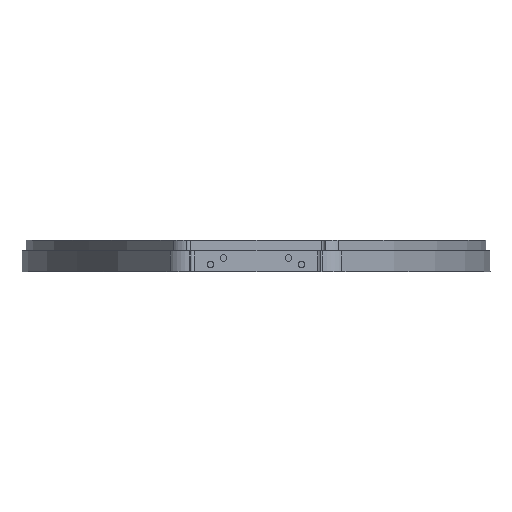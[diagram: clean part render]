
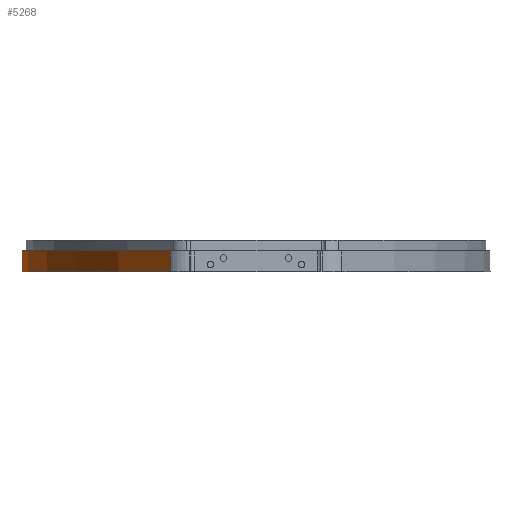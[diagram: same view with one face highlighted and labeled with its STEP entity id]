
A CAD part, left-side view. The second image highlights one B-rep face of the part: STEP entity #5268.
In plain terms, the highlighted cylindrical face has radius 243.333 mm (diameter 486.667 mm), a partial arc.
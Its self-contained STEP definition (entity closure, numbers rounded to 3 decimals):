
#31 = EDGE_LOOP ( 'NONE', ( #3290, #6641, #2002, #1680 ) ) ;
#342 = CARTESIAN_POINT ( 'NONE',  ( -100., 90., 6. ) ) ;
#350 = EDGE_CURVE ( 'NONE', #6172, #6463, #907, .T. ) ;
#745 = DIRECTION ( 'NONE',  ( 1., 0., 0. ) ) ;
#907 = LINE ( 'NONE', #1413, #4151 ) ;
#1027 = DIRECTION ( 'NONE',  ( 0., 0., -1. ) ) ;
#1066 = EDGE_CURVE ( 'NONE', #4504, #3827, #2679, .T. ) ;
#1171 = CIRCLE ( 'NONE', #1964, 243.333 ) ;
#1413 = CARTESIAN_POINT ( 'NONE',  ( -256.429, 33.057, 6. ) ) ;
#1476 = CARTESIAN_POINT ( 'NONE',  ( -100., 90., 8. ) ) ;
#1680 = ORIENTED_EDGE ( 'NONE', *, *, #3909, .T. ) ;
#1880 = DIRECTION ( 'NONE',  ( 0., 0., 1. ) ) ;
#1914 = DIRECTION ( 'NONE',  ( 1., 0., 0. ) ) ;
#1964 = AXIS2_PLACEMENT_3D ( 'NONE', #5696, #2433, #745 ) ;
#2002 = ORIENTED_EDGE ( 'NONE', *, *, #1066, .T. ) ;
#2281 = CARTESIAN_POINT ( 'NONE',  ( -256.429, 33.057, 8. ) ) ;
#2433 = DIRECTION ( 'NONE',  ( 0., 0., 1. ) ) ;
#2679 = LINE ( 'NONE', #342, #5265 ) ;
#2882 = CIRCLE ( 'NONE', #5062, 243.333 ) ;
#3290 = ORIENTED_EDGE ( 'NONE', *, *, #350, .F. ) ;
#3365 = CARTESIAN_POINT ( 'NONE',  ( -100., 90., 0. ) ) ;
#3375 = CYLINDRICAL_SURFACE ( 'NONE', #3900, 243.333 ) ;
#3827 = VERTEX_POINT ( 'NONE', #3365 ) ;
#3846 = FACE_OUTER_BOUND ( 'NONE', #31, .T. ) ;
#3881 = CARTESIAN_POINT ( 'NONE',  ( -100., -153.333, 6. ) ) ;
#3900 = AXIS2_PLACEMENT_3D ( 'NONE', #3881, #6042, #5966 ) ;
#3909 = EDGE_CURVE ( 'NONE', #3827, #6463, #1171, .T. ) ;
#4151 = VECTOR ( 'NONE', #4287, 1000. ) ;
#4287 = DIRECTION ( 'NONE',  ( 0., 0., -1. ) ) ;
#4504 = VERTEX_POINT ( 'NONE', #1476 ) ;
#4731 = CARTESIAN_POINT ( 'NONE',  ( -256.429, 33.057, 0. ) ) ;
#5062 = AXIS2_PLACEMENT_3D ( 'NONE', #6433, #1880, #1914 ) ;
#5134 = EDGE_CURVE ( 'NONE', #4504, #6172, #2882, .T. ) ;
#5265 = VECTOR ( 'NONE', #1027, 1000. ) ;
#5268 = ADVANCED_FACE ( 'NONE', ( #3846 ), #3375, .T. ) ;
#5696 = CARTESIAN_POINT ( 'NONE',  ( -100., -153.333, 0. ) ) ;
#5966 = DIRECTION ( 'NONE',  ( 1., 0., 0. ) ) ;
#6042 = DIRECTION ( 'NONE',  ( 0., 0., 1. ) ) ;
#6172 = VERTEX_POINT ( 'NONE', #2281 ) ;
#6433 = CARTESIAN_POINT ( 'NONE',  ( -100., -153.333, 8. ) ) ;
#6463 = VERTEX_POINT ( 'NONE', #4731 ) ;
#6641 = ORIENTED_EDGE ( 'NONE', *, *, #5134, .F. ) ;
